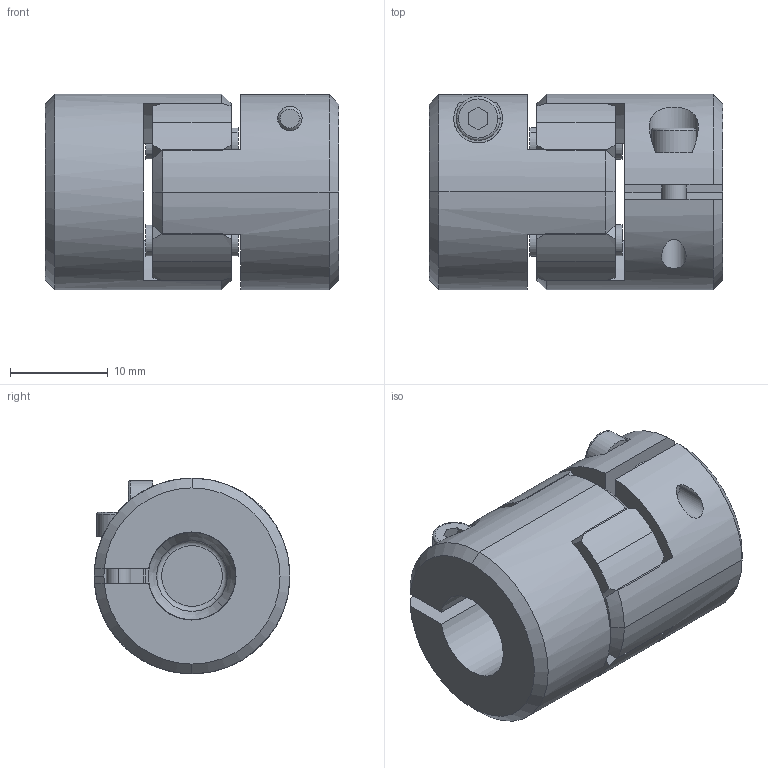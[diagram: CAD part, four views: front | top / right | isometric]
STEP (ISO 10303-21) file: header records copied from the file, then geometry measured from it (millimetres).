
FILE_DESCRIPTION(('STEP AP214'),'1');
FILE_NAME('cctmp_987A26D5-E7C2-4404-8415-D9F7DDA46F91_2022_12_19_09_14_22_0841..stp','2022-12-19T08:14:22',('KTR Systems GmbH'),('CADClick - www.CADClick.com'),'Spatial InterOp 3D',' ','unknown authorization');
FILE_SCHEMA(('AUTOMOTIVE_DESIGN'));
Length unit declared in the file: millimetre
Products named in the file (6): cc_unnamed; KTR-ROTEX GS 9 Standard  d1=9  d2=9_4; KTR-ROTEX GS 9 Standard  d1=9  d2=9_3; KTR-ROTEX GS 9 Standard  d1=9  d2=9_2; KTR-ROTEX GS 9 Standard  d1=9  d2=9_1; KTR-ROTEX GS 9 Standard  d1=9  d2=9
Assembly tree (5 placements, depth 2):
  cc_unnamed
    KTR-ROTEX GS 9 Standard  d1=9  d2=9_4
    KTR-ROTEX GS 9 Standard  d1=9  d2=9_3
    KTR-ROTEX GS 9 Standard  d1=9  d2=9_2
    KTR-ROTEX GS 9 Standard  d1=9  d2=9_1
    KTR-ROTEX GS 9 Standard  d1=9  d2=9
Bounding box: 30 x 20 x 20 mm (x, y, z)
Volume: 7079.9 mm3; surface area: 5214.6 mm2
Topology: 5 solids, 5 shells, 168 faces, 416 edges, 270 vertices
Faces by surface type: cylinder 80, plane 42, cone 38, torus 8
Entity records: 7087 total; most frequent: CARTESIAN_POINT 1480, DIRECTION 920, ORIENTED_EDGE 832, EDGE_CURVE 416, AXIS2_PLACEMENT_3D 386, VERTEX_POINT 270, CIRCLE 212, EDGE_LOOP 188
